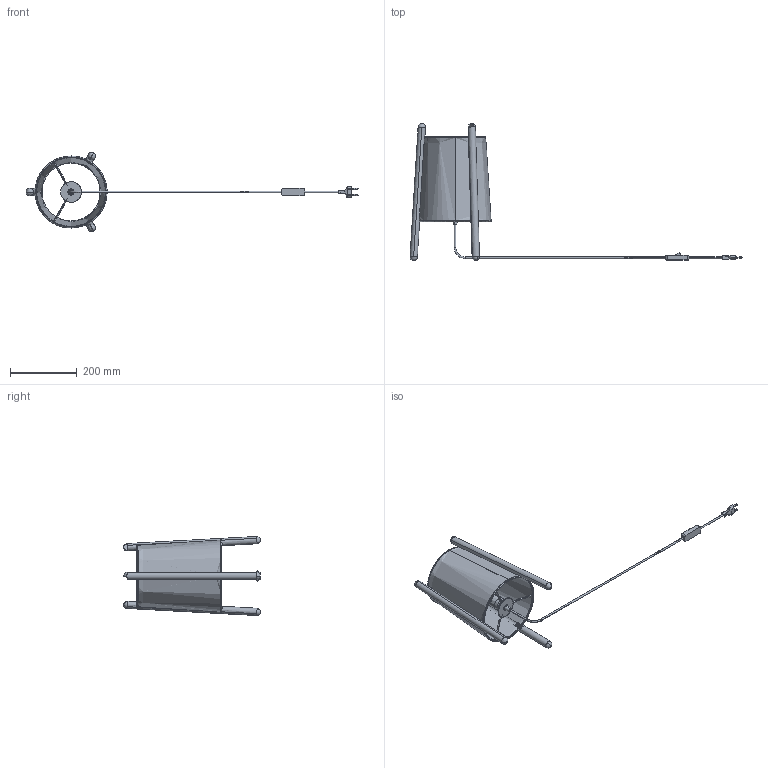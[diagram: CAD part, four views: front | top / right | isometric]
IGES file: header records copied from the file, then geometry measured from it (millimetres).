
Start section: SolidWorks IGES file using analytic representation for surfaces
Global section: file name: 10-8106.IGS; native system: SolidWorks 2019; preprocessor: SolidWorks 2019; author: jsampons; date: 191004.123808; units: millimetre
Bounding box: 992.2 x 409.23 x 236.23 mm (x, y, z)
Surface area: 479931.4 mm2 (no closed solid volume)
Topology: 0 solids, 0 shells, 638 faces, 9701 edges, 9693 vertices
Faces by surface type: bspline 354, revolution 284
